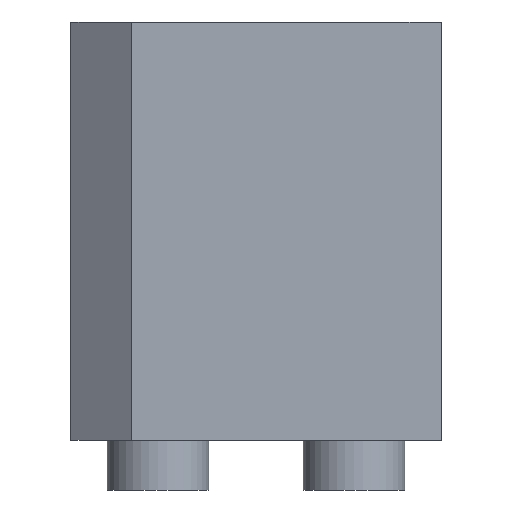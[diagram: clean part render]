
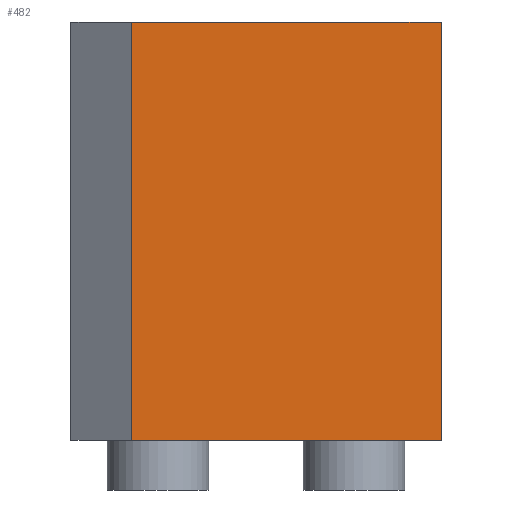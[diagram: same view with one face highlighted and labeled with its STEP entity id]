
A CAD part, left-side view. The second image highlights one B-rep face of the part: STEP entity #482.
In plain terms, the highlighted planar face has unit normal (-1, 0, 0).
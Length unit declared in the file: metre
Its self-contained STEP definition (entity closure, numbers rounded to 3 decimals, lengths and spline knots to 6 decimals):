
#15=LINE('',#751,#69);
#23=LINE('',#768,#77);
#34=LINE('',#790,#88);
#36=LINE('',#793,#90);
#69=VECTOR('',#613,1.);
#77=VECTOR('',#623,1.);
#88=VECTOR('',#636,1.);
#90=VECTOR('',#640,1.);
#164=ORIENTED_EDGE('',*,*,#261,.T.);
#165=ORIENTED_EDGE('',*,*,#282,.F.);
#166=ORIENTED_EDGE('',*,*,#269,.F.);
#167=ORIENTED_EDGE('',*,*,#280,.T.);
#261=EDGE_CURVE('',#318,#323,#15,.T.);
#269=EDGE_CURVE('',#330,#332,#23,.T.);
#280=EDGE_CURVE('',#330,#318,#34,.T.);
#282=EDGE_CURVE('',#332,#323,#36,.T.);
#318=VERTEX_POINT('',#741);
#323=VERTEX_POINT('',#750);
#330=VERTEX_POINT('',#766);
#332=VERTEX_POINT('',#769);
#379=EDGE_LOOP('',(#164,#165,#166,#167));
#419=FACE_BOUND('',#379,.T.);
#452=PLANE('',#555);
#482=ADVANCED_FACE('',(#419),#452,.F.);
#555=AXIS2_PLACEMENT_3D('',#792,#638,#639);
#613=DIRECTION('',(0.,-1.,0.));
#623=DIRECTION('',(0.,-1.,0.));
#636=DIRECTION('',(0.,0.,-1.));
#638=DIRECTION('',(1.,0.,0.));
#639=DIRECTION('',(0.,1.,0.));
#640=DIRECTION('',(0.,0.,-1.));
#741=CARTESIAN_POINT('',(-0.00495,0.007,0.));
#750=CARTESIAN_POINT('',(-0.00495,-0.0104,0.));
#751=CARTESIAN_POINT('',(-0.00495,-0.0017,0.));
#766=CARTESIAN_POINT('',(-0.00495,0.007,0.0235));
#768=CARTESIAN_POINT('',(-0.00495,-0.0017,0.0235));
#769=CARTESIAN_POINT('',(-0.00495,-0.0104,0.0235));
#790=CARTESIAN_POINT('',(-0.00495,0.007,0.0235));
#792=CARTESIAN_POINT('',(-0.00495,-0.0017,0.0235));
#793=CARTESIAN_POINT('',(-0.00495,-0.0104,0.0235));
